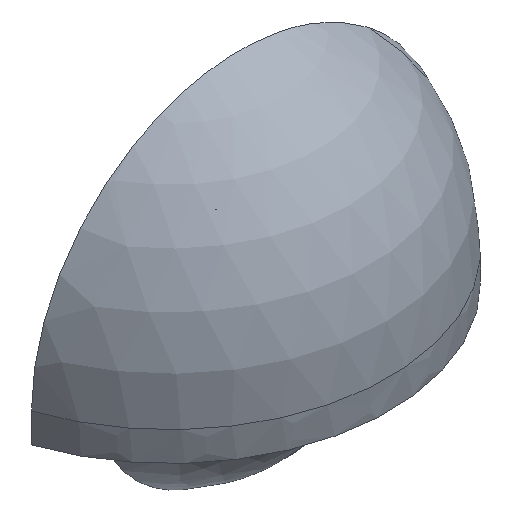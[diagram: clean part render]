
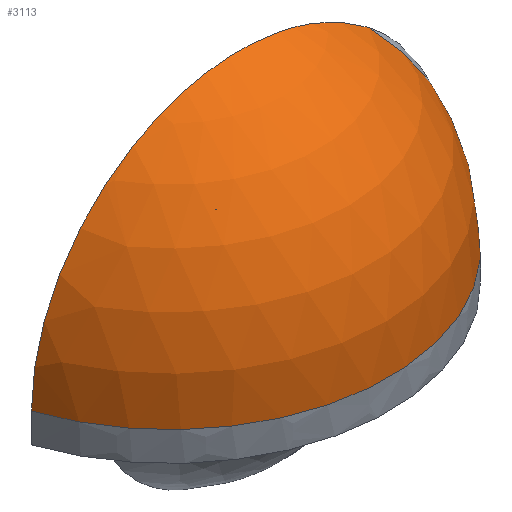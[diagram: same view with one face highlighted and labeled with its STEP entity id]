
A CAD part, isometric view. The second image highlights one B-rep face of the part: STEP entity #3113.
In plain terms, the highlighted spherical face has radius 92.5 mm.
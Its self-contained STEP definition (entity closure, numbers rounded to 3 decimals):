
#2528=CARTESIAN_POINT('Vertex',(-87.67,29.5,0.)) ;
#2532=CARTESIAN_POINT('Control Point',(-87.67,29.5,0.)) ;
#2533=CARTESIAN_POINT('Control Point',(-87.67,29.5,-4.175)) ;
#2534=CARTESIAN_POINT('Control Point',(-87.421,29.5,-8.349)) ;
#2535=CARTESIAN_POINT('Control Point',(-86.924,29.5,-12.504)) ;
#2536=CARTESIAN_POINT('Control Point',(-85.447,29.5,-20.685)) ;
#2537=CARTESIAN_POINT('Control Point',(-83.016,29.5,-28.632)) ;
#2538=CARTESIAN_POINT('Control Point',(-81.578,29.5,-32.506)) ;
#2539=CARTESIAN_POINT('Control Point',(-78.317,29.5,-39.917)) ;
#2540=CARTESIAN_POINT('Control Point',(-74.234,29.5,-46.892)) ;
#2541=CARTESIAN_POINT('Control Point',(-72.044,29.5,-50.19)) ;
#2542=CARTESIAN_POINT('Control Point',(-68.108,29.5,-55.45)) ;
#2543=CARTESIAN_POINT('Control Point',(-63.734,29.5,-60.284)) ;
#2544=CARTESIAN_POINT('Control Point',(-61.924,29.5,-62.14)) ;
#2545=CARTESIAN_POINT('Control Point',(-58.354,29.5,-65.542)) ;
#2546=CARTESIAN_POINT('Control Point',(-54.608,29.5,-68.644)) ;
#2547=CARTESIAN_POINT('Control Point',(-52.787,29.5,-70.053)) ;
#2548=CARTESIAN_POINT('Control Point',(-48.928,29.5,-72.841)) ;
#2549=CARTESIAN_POINT('Control Point',(-45.011,29.5,-75.291)) ;
#2550=CARTESIAN_POINT('Control Point',(-42.964,29.5,-76.473)) ;
#2551=CARTESIAN_POINT('Control Point',(-39.307,29.5,-78.429)) ;
#2552=CARTESIAN_POINT('Control Point',(-35.748,29.5,-80.078)) ;
#2553=CARTESIAN_POINT('Control Point',(-34.194,29.5,-80.752)) ;
#2554=CARTESIAN_POINT('Control Point',(-30.768,29.5,-82.143)) ;
#2555=CARTESIAN_POINT('Control Point',(-27.535,29.5,-83.265)) ;
#2556=CARTESIAN_POINT('Control Point',(-25.805,29.5,-83.814)) ;
#2557=CARTESIAN_POINT('Control Point',(-22.226,29.5,-84.853)) ;
#2558=CARTESIAN_POINT('Control Point',(-18.95,29.5,-85.625)) ;
#2559=CARTESIAN_POINT('Control Point',(-17.276,29.5,-85.975)) ;
#2560=CARTESIAN_POINT('Control Point',(-14.224,29.5,-86.54)) ;
#2561=CARTESIAN_POINT('Control Point',(-11.392,29.5,-86.942)) ;
#2562=CARTESIAN_POINT('Control Point',(-10.088,29.5,-87.102)) ;
#2563=CARTESIAN_POINT('Control Point',(-7.311,29.5,-87.391)) ;
#2564=CARTESIAN_POINT('Control Point',(-4.66,29.5,-87.563)) ;
#2565=CARTESIAN_POINT('Control Point',(-3.247,29.5,-87.626)) ;
#2566=CARTESIAN_POINT('Control Point',(-0.351,29.5,-87.699)) ;
#2567=CARTESIAN_POINT('Control Point',(2.535,29.5,-87.652)) ;
#2568=CARTESIAN_POINT('Control Point',(4.037,29.5,-87.596)) ;
#2569=CARTESIAN_POINT('Control Point',(7.035,29.5,-87.421)) ;
#2570=CARTESIAN_POINT('Control Point',(10.185,29.5,-87.097)) ;
#2571=CARTESIAN_POINT('Control Point',(11.781,29.5,-86.898)) ;
#2572=CARTESIAN_POINT('Control Point',(15.026,29.5,-86.416)) ;
#2573=CARTESIAN_POINT('Control Point',(18.572,29.5,-85.708)) ;
#2574=CARTESIAN_POINT('Control Point',(20.389,29.5,-85.299)) ;
#2575=CARTESIAN_POINT('Control Point',(23.649,29.5,-84.468)) ;
#2576=CARTESIAN_POINT('Control Point',(27.197,29.5,-83.366)) ;
#2577=CARTESIAN_POINT('Control Point',(28.714,29.5,-82.859)) ;
#2578=CARTESIAN_POINT('Control Point',(31.889,29.5,-81.712)) ;
#2579=CARTESIAN_POINT('Control Point',(35.239,29.5,-80.308)) ;
#2580=CARTESIAN_POINT('Control Point',(36.976,29.5,-79.527)) ;
#2581=CARTESIAN_POINT('Control Point',(40.704,29.5,-77.72)) ;
#2582=CARTESIAN_POINT('Control Point',(44.514,29.5,-75.582)) ;
#2583=CARTESIAN_POINT('Control Point',(46.525,29.5,-74.363)) ;
#2584=CARTESIAN_POINT('Control Point',(49.24,29.5,-72.589)) ;
#2585=CARTESIAN_POINT('Control Point',(51.916,29.5,-70.653)) ;
#2586=CARTESIAN_POINT('Control Point',(52.614,29.5,-70.135)) ;
#2587=CARTESIAN_POINT('Control Point',(53.309,29.5,-69.605)) ;
#2588=CARTESIAN_POINT('Control Point',(53.999,29.5,-69.066)) ;
#2589=CARTESIAN_POINT('Vertex',(53.999,29.5,-69.066)) ;
#3068=CARTESIAN_POINT('Vertex',(81.176,44.347,0.)) ;
#3093=CARTESIAN_POINT('Axis2P3D Location',(0.,0.,0.)) ;
#3098=CARTESIAN_POINT('Axis2P3D Location',(0.,0.,0.)) ;
#3103=CARTESIAN_POINT('Axis2P3D Location',(0.,0.,0.)) ;
#3094=DIRECTION('Axis2P3D Direction',(0.,0.,1.)) ;
#3095=DIRECTION('Axis2P3D XDirection',(-0.878,-0.479,0.)) ;
#3099=DIRECTION('Axis2P3D Direction',(0.,0.,1.)) ;
#3104=DIRECTION('Axis2P3D Direction',(0.479,-0.878,0.)) ;
#3096=AXIS2_PLACEMENT_3D('Sphere Axis2P3D',#3093,#3094,#3095) ;
#3100=AXIS2_PLACEMENT_3D('Circle Axis2P3D',#3098,#3099,$) ;
#3105=AXIS2_PLACEMENT_3D('Circle Axis2P3D',#3103,#3104,$) ;
#3109=ORIENTED_EDGE('',*,*,#2591,.F.) ;
#3110=ORIENTED_EDGE('',*,*,#3102,.F.) ;
#3111=ORIENTED_EDGE('',*,*,#3107,.F.) ;
#3113=ADVANCED_FACE('\X2\96F64EF651E04F554F53\X0\',(#3112),#3097,.T.) ;
#2531=B_SPLINE_CURVE_WITH_KNOTS('',5,(#2532,#2533,#2534,#2535,#2536,#2537,#2538,#2539,#2540,#2541,#2542,#2543,#2544,#2545,#2546,#2547,#2548,#2549,#2550,#2551,#2552,#2553,#2554,#2555,#2556,#2557,#2558,#2559,#2560,#2561,#2562,#2563,#2564,#2565,#2566,#2567,#2568,#2569,#2570,#2571,#2572,#2573,#2574,#2575,#2576,#2577,#2578,#2579,#2580,#2581,#2582,#2583,#2584,#2585,#2586,#2587,#2588),.UNSPECIFIED.,.F.,.U.,(6,3,3,3,3,3,3,3,3,3,3,3,3,3,3,3,3,3,6),(0.,29.519,58.676,86.71,105.32,122.301,140.839,155.682,174.281,195.737,215.141,238.143,262.713,286.388,308.996,324.943,341.342,359.551,366.02),.UNSPECIFIED.) ;
#3101=CIRCLE('generated circle',#3100,92.5) ;
#3106=CIRCLE('generated circle',#3105,92.5) ;
#2591=EDGE_CURVE('',#2529,#2590,#2531,.T.) ;
#3102=EDGE_CURVE('',#3069,#2529,#3101,.T.) ;
#3107=EDGE_CURVE('',#2590,#3069,#3106,.T.) ;
#3108=EDGE_LOOP('',(#3109,#3110,#3111)) ;
#3112=FACE_OUTER_BOUND('',#3108,.T.) ;
#3097=SPHERICAL_SURFACE('',#3096,92.5) ;
#2529=VERTEX_POINT('',#2528) ;
#2590=VERTEX_POINT('',#2589) ;
#3069=VERTEX_POINT('',#3068) ;
